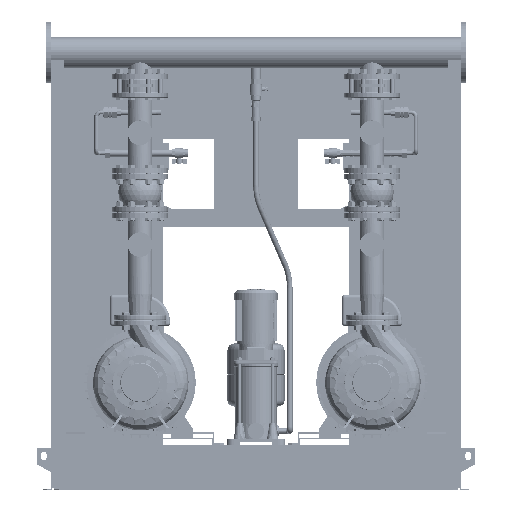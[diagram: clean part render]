
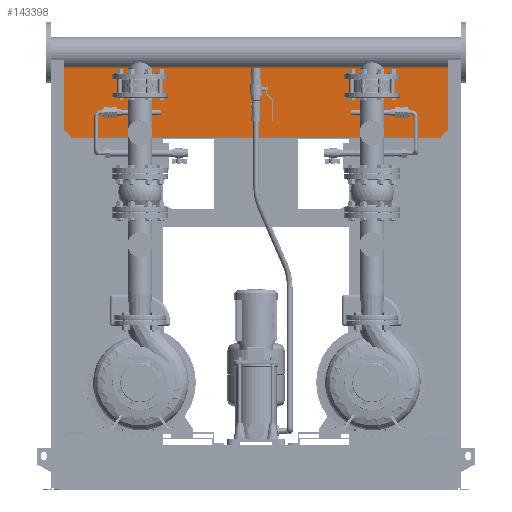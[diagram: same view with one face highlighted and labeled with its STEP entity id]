
A CAD part, left-side view. The second image highlights one B-rep face of the part: STEP entity #143398.
In plain terms, the highlighted planar face has unit normal (-1, 0, 0).
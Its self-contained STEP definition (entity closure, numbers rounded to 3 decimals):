
#142804=CARTESIAN_POINT('',(116.0,687.5,1551.425));
#142805=VERTEX_POINT('',#142804);
#142812=CARTESIAN_POINT('',(116.0,-687.5,1551.425));
#142813=VERTEX_POINT('',#142812);
#142814=CARTESIAN_POINT('',(116.0,-687.5,1551.425));
#142815=DIRECTION('',(0.0,1.0,0.0));
#142816=VECTOR('',#142815,1375.0);
#142817=LINE('',#142814,#142816);
#142818=EDGE_CURVE('',#142813,#142805,#142817,.T.);
#142875=CARTESIAN_POINT('',(116.0,-667.5,1271.425));
#142876=VERTEX_POINT('',#142875);
#142883=CARTESIAN_POINT('',(116.0,667.5,1271.425));
#142884=VERTEX_POINT('',#142883);
#142885=CARTESIAN_POINT('',(116.0,667.5,1271.425));
#142886=DIRECTION('',(0.0,-1.0,0.0));
#142887=VECTOR('',#142886,1335.0);
#142888=LINE('',#142885,#142887);
#142889=EDGE_CURVE('',#142884,#142876,#142888,.T.);
#142946=CARTESIAN_POINT('',(116.0,687.5,1547.425));
#142947=VERTEX_POINT('',#142946);
#142954=CARTESIAN_POINT('',(116.0,687.5,1551.425));
#142955=DIRECTION('',(0.0,0.0,-1.0));
#142956=VECTOR('',#142955,4.0);
#142957=LINE('',#142954,#142956);
#142958=EDGE_CURVE('',#142805,#142947,#142957,.T.);
#142984=CARTESIAN_POINT('',(116.0,730.,1547.425));
#142985=VERTEX_POINT('',#142984);
#142992=CARTESIAN_POINT('',(116.0,687.5,1547.425));
#142993=DIRECTION('',(0.0,1.0,0.0));
#142994=VECTOR('',#142993,42.5);
#142995=LINE('',#142992,#142994);
#142996=EDGE_CURVE('',#142947,#142985,#142995,.T.);
#143015=CARTESIAN_POINT('',(116.0,730.,1296.425));
#143016=VERTEX_POINT('',#143015);
#143023=CARTESIAN_POINT('',(116.0,730.,1547.425));
#143024=DIRECTION('',(0.0,0.0,-1.0));
#143025=VECTOR('',#143024,251.);
#143026=LINE('',#143023,#143025);
#143027=EDGE_CURVE('',#142985,#143016,#143026,.T.);
#143046=CARTESIAN_POINT('',(116.0,687.5,1296.425));
#143047=VERTEX_POINT('',#143046);
#143054=CARTESIAN_POINT('',(116.0,730.,1296.425));
#143055=DIRECTION('',(0.0,-1.0,0.0));
#143056=VECTOR('',#143055,42.5);
#143057=LINE('',#143054,#143056);
#143058=EDGE_CURVE('',#143016,#143047,#143057,.T.);
#143077=CARTESIAN_POINT('',(116.0,667.5,1276.425));
#143078=VERTEX_POINT('',#143077);
#143085=CARTESIAN_POINT('',(116.0,687.5,1296.425));
#143086=DIRECTION('',(0.0,-0.707,-0.707));
#143087=VECTOR('',#143086,28.284);
#143088=LINE('',#143085,#143087);
#143089=EDGE_CURVE('',#143047,#143078,#143088,.T.);
#143116=CARTESIAN_POINT('',(116.0,667.5,1276.425));
#143117=DIRECTION('',(0.0,0.0,-1.0));
#143118=VECTOR('',#143117,5.);
#143119=LINE('',#143116,#143118);
#143120=EDGE_CURVE('',#143078,#142884,#143119,.T.);
#143163=CARTESIAN_POINT('',(116.0,-667.5,1276.425));
#143164=VERTEX_POINT('',#143163);
#143171=CARTESIAN_POINT('',(116.0,-667.5,1271.425));
#143172=DIRECTION('',(0.0,0.0,1.0));
#143173=VECTOR('',#143172,5.0);
#143174=LINE('',#143171,#143173);
#143175=EDGE_CURVE('',#142876,#143164,#143174,.T.);
#143196=CARTESIAN_POINT('',(116.0,-687.5,1296.425));
#143197=VERTEX_POINT('',#143196);
#143204=CARTESIAN_POINT('',(116.0,-667.5,1276.425));
#143205=DIRECTION('',(0.0,-0.707,0.707));
#143206=VECTOR('',#143205,28.284);
#143207=LINE('',#143204,#143206);
#143208=EDGE_CURVE('',#143164,#143197,#143207,.T.);
#143227=CARTESIAN_POINT('',(116.0,-730.,1296.425));
#143228=VERTEX_POINT('',#143227);
#143235=CARTESIAN_POINT('',(116.0,-687.5,1296.425));
#143236=DIRECTION('',(0.0,-1.0,0.0));
#143237=VECTOR('',#143236,42.5);
#143238=LINE('',#143235,#143237);
#143239=EDGE_CURVE('',#143197,#143228,#143238,.T.);
#143258=CARTESIAN_POINT('',(116.0,-730.,1547.425));
#143259=VERTEX_POINT('',#143258);
#143266=CARTESIAN_POINT('',(116.0,-730.,1296.425));
#143267=DIRECTION('',(0.0,0.0,1.0));
#143268=VECTOR('',#143267,251.);
#143269=LINE('',#143266,#143268);
#143270=EDGE_CURVE('',#143228,#143259,#143269,.T.);
#143289=CARTESIAN_POINT('',(116.0,-687.5,1547.425));
#143290=VERTEX_POINT('',#143289);
#143297=CARTESIAN_POINT('',(116.0,-730.,1547.425));
#143298=DIRECTION('',(0.0,1.0,0.0));
#143299=VECTOR('',#143298,42.5);
#143300=LINE('',#143297,#143299);
#143301=EDGE_CURVE('',#143259,#143290,#143300,.T.);
#143328=CARTESIAN_POINT('',(116.0,-687.5,1547.425));
#143329=DIRECTION('',(0.0,0.0,1.0));
#143330=VECTOR('',#143329,4.0);
#143331=LINE('',#143328,#143330);
#143332=EDGE_CURVE('',#143290,#142813,#143331,.T.);
#143377=CARTESIAN_POINT('',(116.0,0.,1413.001));
#143378=DIRECTION('',(1.0,0.0,0.0));
#143379=DIRECTION('',(0.0,0.0,-1.0));
#143380=AXIS2_PLACEMENT_3D('',#143377,#143378,#143379);
#143381=PLANE('',#143380);
#143382=ORIENTED_EDGE('',*,*,#142818,.T.);
#143383=ORIENTED_EDGE('',*,*,#142958,.T.);
#143384=ORIENTED_EDGE('',*,*,#142996,.T.);
#143385=ORIENTED_EDGE('',*,*,#143027,.T.);
#143386=ORIENTED_EDGE('',*,*,#143058,.T.);
#143387=ORIENTED_EDGE('',*,*,#143089,.T.);
#143388=ORIENTED_EDGE('',*,*,#143120,.T.);
#143389=ORIENTED_EDGE('',*,*,#142889,.T.);
#143390=ORIENTED_EDGE('',*,*,#143175,.T.);
#143391=ORIENTED_EDGE('',*,*,#143208,.T.);
#143392=ORIENTED_EDGE('',*,*,#143239,.T.);
#143393=ORIENTED_EDGE('',*,*,#143270,.T.);
#143394=ORIENTED_EDGE('',*,*,#143301,.T.);
#143395=ORIENTED_EDGE('',*,*,#143332,.T.);
#143396=EDGE_LOOP('',(#143382,#143383,#143384,#143385,#143386,#143387,#143388,#143389,#143390,#143391,#143392,#143393,#143394,#143395));
#143397=FACE_OUTER_BOUND('',#143396,.T.);
#143398=ADVANCED_FACE('',(#143397),#143381,.F.);
